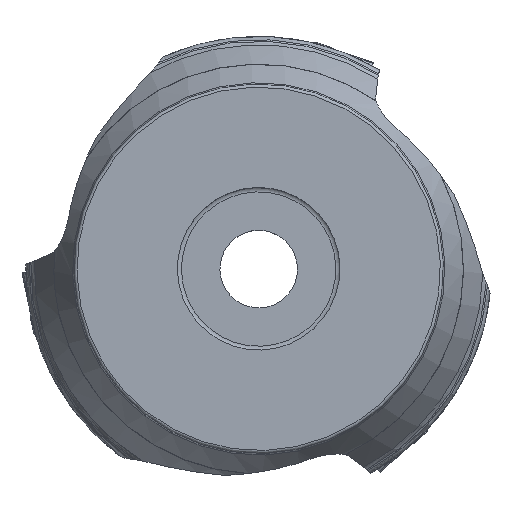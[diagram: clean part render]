
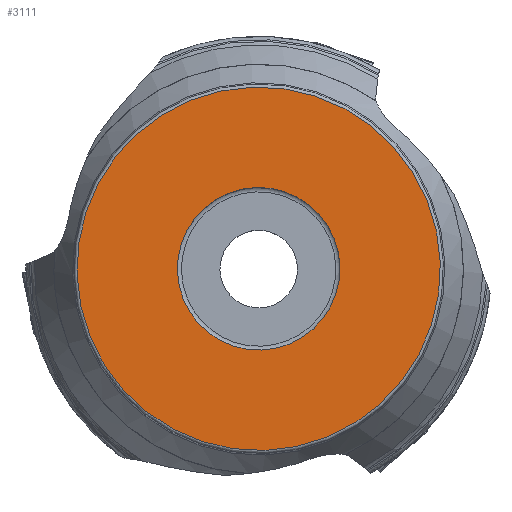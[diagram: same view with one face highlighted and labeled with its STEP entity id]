
A CAD part, top view. The second image highlights one B-rep face of the part: STEP entity #3111.
In plain terms, the highlighted planar face has unit normal (0, 0, 1).
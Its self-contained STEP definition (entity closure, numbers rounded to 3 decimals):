
#1091=FACE_BOUND('',#6121,.T.);
#1092=FACE_BOUND('',#6122,.T.);
#3111=ADVANCED_FACE('CU_BACK_F001',(#1091,#1092),#3444,.F.);
#3444=PLANE('',#24588);
#6121=EDGE_LOOP('',(#14372));
#6122=EDGE_LOOP('',(#14373));
#7441=CIRCLE('',#23048,11.005);
#8107=CIRCLE('',#24586,24.6);
#14372=ORIENTED_EDGE('',*,*,#17948,.F.);
#14373=ORIENTED_EDGE('',*,*,#19958,.T.);
#15523=VERTEX_POINT('',#37022);
#16701=VERTEX_POINT('',#49135);
#17948=EDGE_CURVE('',#15523,#15523,#7441,.T.);
#19958=EDGE_CURVE('',#16701,#16701,#8107,.T.);
#23048=AXIS2_PLACEMENT_3D('',#37021,#26629,#26630);
#24586=AXIS2_PLACEMENT_3D('',#49134,#30338,#30339);
#24588=AXIS2_PLACEMENT_3D('',#49137,#30342,#30343);
#26629=DIRECTION('',(0.,0.,1.));
#26630=DIRECTION('',(0.978,0.208,0.));
#30338=DIRECTION('',(0.,0.,1.));
#30339=DIRECTION('',(0.978,0.208,0.));
#30342=DIRECTION('',(0.,0.,-1.));
#30343=DIRECTION('',(-0.978,-0.208,0.));
#37021=CARTESIAN_POINT('',(0.,0.,
0.));
#37022=CARTESIAN_POINT('',(10.765,2.288,0.));
#49134=CARTESIAN_POINT('',(0.,0.,
0.));
#49135=CARTESIAN_POINT('',(24.062,5.115,0.));
#49137=CARTESIAN_POINT('',(-24.,0.,0.));
